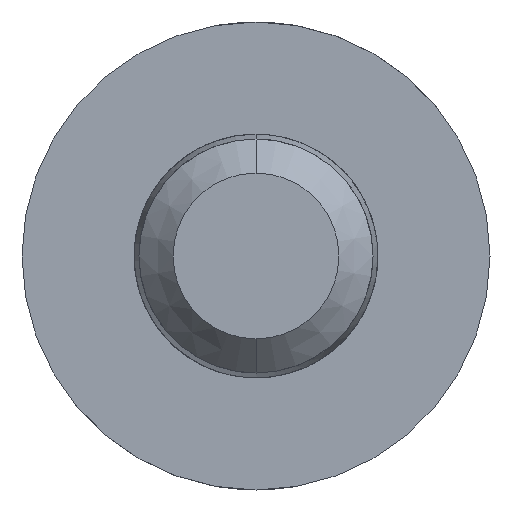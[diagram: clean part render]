
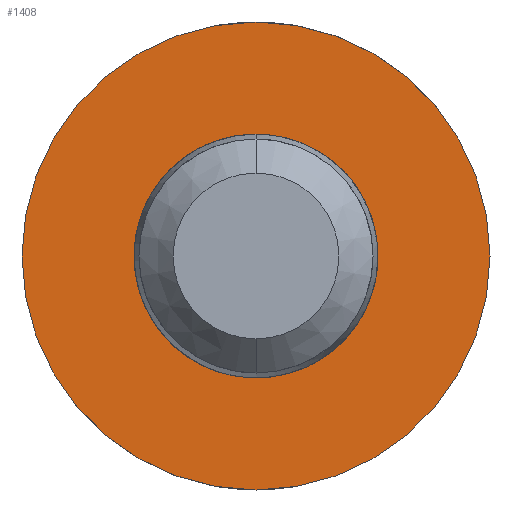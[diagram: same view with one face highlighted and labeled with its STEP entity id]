
A CAD part, front view. The second image highlights one B-rep face of the part: STEP entity #1408.
In plain terms, the highlighted planar face has unit normal (0, -1, 0).
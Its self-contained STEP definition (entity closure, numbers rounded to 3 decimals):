
#38 = VERTEX_POINT ( 'NONE', #216 ) ;
#39 = EDGE_CURVE ( 'NONE', #95, #38, #208, .T. ) ;
#61 = EDGE_CURVE ( 'NONE', #62, #63, #228, .T. ) ;
#62 = VERTEX_POINT ( 'NONE', #281 ) ;
#63 = VERTEX_POINT ( 'NONE', #280 ) ;
#95 = VERTEX_POINT ( 'NONE', #351 ) ;
#204 = DIRECTION ( 'NONE',  ( 0., 0., -1. ) ) ;
#205 = DIRECTION ( 'NONE',  ( 0., -1., 0. ) ) ;
#206 = CARTESIAN_POINT ( 'NONE',  ( 0., 6., 0. ) ) ;
#207 = AXIS2_PLACEMENT_3D ( 'NONE', #206, #205, #204 ) ;
#208 = CIRCLE ( 'NONE', #207, 2.4 ) ;
#216 = CARTESIAN_POINT ( 'NONE',  ( 0., 6., 2.4 ) ) ;
#224 = DIRECTION ( 'NONE',  ( 0., 0., -1. ) ) ;
#225 = DIRECTION ( 'NONE',  ( 0., -1., 0. ) ) ;
#226 = CARTESIAN_POINT ( 'NONE',  ( 0., 6., 0. ) ) ;
#227 = AXIS2_PLACEMENT_3D ( 'NONE', #226, #225, #224 ) ;
#228 = CIRCLE ( 'NONE', #227, 1.2 ) ;
#280 = CARTESIAN_POINT ( 'NONE',  ( 0., 6., 1.2 ) ) ;
#281 = CARTESIAN_POINT ( 'NONE',  ( 0., 6., -1.2 ) ) ;
#351 = CARTESIAN_POINT ( 'NONE',  ( 0., 6., -2.4 ) ) ;
#733 = FACE_BOUND ( 'NONE', #1405, .T. ) ;
#734 = FACE_OUTER_BOUND ( 'NONE', #1409, .T. ) ;
#739 = PLANE ( 'NONE',  #789 ) ;
#770 = DIRECTION ( 'NONE',  ( 0., 0., -1. ) ) ;
#771 = DIRECTION ( 'NONE',  ( 0., -1., 0. ) ) ;
#772 = CARTESIAN_POINT ( 'NONE',  ( 0., 6., 0. ) ) ;
#773 = AXIS2_PLACEMENT_3D ( 'NONE', #772, #771, #770 ) ;
#774 = CIRCLE ( 'NONE', #773, 1.2 ) ;
#775 = DIRECTION ( 'NONE',  ( 0., 0., -1. ) ) ;
#776 = DIRECTION ( 'NONE',  ( 0., -1., 0. ) ) ;
#777 = AXIS2_PLACEMENT_3D ( 'NONE', #783, #776, #775 ) ;
#778 = CIRCLE ( 'NONE', #777, 2.4 ) ;
#783 = CARTESIAN_POINT ( 'NONE',  ( 0., 6., 0. ) ) ;
#786 = DIRECTION ( 'NONE',  ( 0., 0., -1. ) ) ;
#787 = DIRECTION ( 'NONE',  ( 0., -1., 0. ) ) ;
#788 = CARTESIAN_POINT ( 'NONE',  ( 1.2, 6., 0. ) ) ;
#789 = AXIS2_PLACEMENT_3D ( 'NONE', #788, #787, #786 ) ;
#1397 = ORIENTED_EDGE ( 'NONE', *, *, #1421, .F. ) ;
#1405 = EDGE_LOOP ( 'NONE', ( #1414, #1397 ) ) ;
#1406 = ORIENTED_EDGE ( 'NONE', *, *, #39, .T. ) ;
#1408 = ADVANCED_FACE ( 'NONE', ( #734, #733 ), #739, .T. ) ;
#1409 = EDGE_LOOP ( 'NONE', ( #1406, #1413 ) ) ;
#1413 = ORIENTED_EDGE ( 'NONE', *, *, #1416, .T. ) ;
#1414 = ORIENTED_EDGE ( 'NONE', *, *, #61, .F. ) ;
#1416 = EDGE_CURVE ( 'NONE', #38, #95, #778, .T. ) ;
#1421 = EDGE_CURVE ( 'NONE', #63, #62, #774, .T. ) ;
